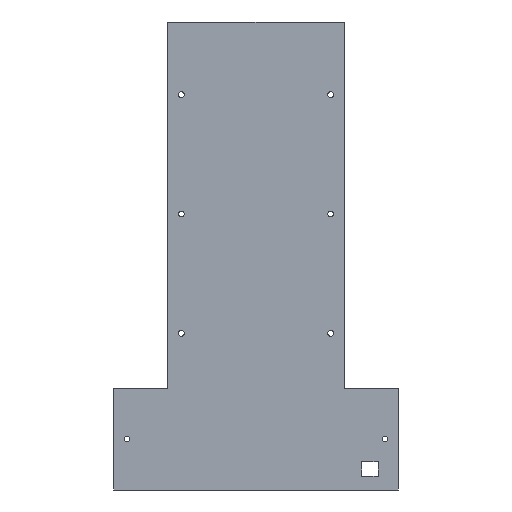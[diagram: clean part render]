
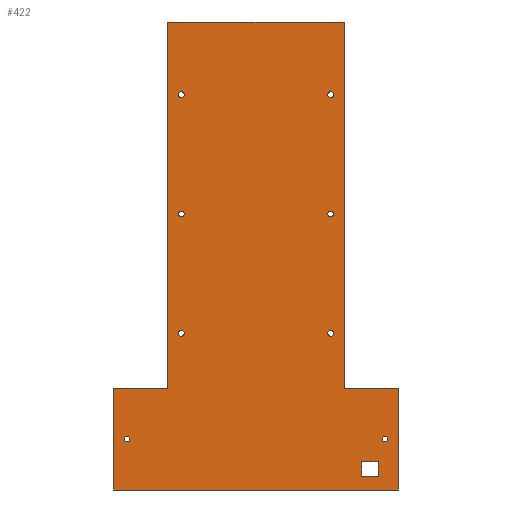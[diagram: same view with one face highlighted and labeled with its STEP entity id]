
A CAD part, front view. The second image highlights one B-rep face of the part: STEP entity #422.
In plain terms, the highlighted planar face has unit normal (0, -1, 0).
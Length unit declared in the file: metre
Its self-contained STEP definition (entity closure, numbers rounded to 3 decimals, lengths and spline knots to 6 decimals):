
#28=CIRCLE('',#458,0.0021);
#29=CIRCLE('',#459,0.0021);
#30=CIRCLE('',#460,0.0021);
#31=CIRCLE('',#461,0.0021);
#32=CIRCLE('',#462,0.0021);
#33=CIRCLE('',#463,0.0021);
#34=CIRCLE('',#464,0.0021);
#35=CIRCLE('',#465,0.0021);
#44=ORIENTED_EDGE('',*,*,#148,.T.);
#45=ORIENTED_EDGE('',*,*,#149,.T.);
#46=ORIENTED_EDGE('',*,*,#150,.T.);
#47=ORIENTED_EDGE('',*,*,#151,.T.);
#48=ORIENTED_EDGE('',*,*,#152,.T.);
#49=ORIENTED_EDGE('',*,*,#153,.T.);
#50=ORIENTED_EDGE('',*,*,#154,.T.);
#51=ORIENTED_EDGE('',*,*,#155,.T.);
#52=ORIENTED_EDGE('',*,*,#156,.T.);
#53=ORIENTED_EDGE('',*,*,#157,.T.);
#54=ORIENTED_EDGE('',*,*,#158,.T.);
#55=ORIENTED_EDGE('',*,*,#159,.T.);
#56=ORIENTED_EDGE('',*,*,#160,.F.);
#57=ORIENTED_EDGE('',*,*,#161,.T.);
#58=ORIENTED_EDGE('',*,*,#162,.T.);
#59=ORIENTED_EDGE('',*,*,#163,.F.);
#60=ORIENTED_EDGE('',*,*,#164,.F.);
#61=ORIENTED_EDGE('',*,*,#165,.F.);
#62=ORIENTED_EDGE('',*,*,#166,.F.);
#63=ORIENTED_EDGE('',*,*,#167,.F.);
#148=EDGE_CURVE('',#200,#201,#240,.T.);
#149=EDGE_CURVE('',#201,#202,#241,.T.);
#150=EDGE_CURVE('',#202,#203,#242,.T.);
#151=EDGE_CURVE('',#203,#200,#243,.T.);
#152=EDGE_CURVE('',#204,#204,#28,.T.);
#153=EDGE_CURVE('',#205,#205,#29,.T.);
#154=EDGE_CURVE('',#206,#206,#30,.T.);
#155=EDGE_CURVE('',#207,#207,#31,.T.);
#156=EDGE_CURVE('',#208,#208,#32,.T.);
#157=EDGE_CURVE('',#209,#209,#33,.T.);
#158=EDGE_CURVE('',#210,#210,#34,.T.);
#159=EDGE_CURVE('',#211,#211,#35,.T.);
#160=EDGE_CURVE('',#212,#213,#244,.T.);
#161=EDGE_CURVE('',#212,#214,#245,.T.);
#162=EDGE_CURVE('',#214,#215,#246,.T.);
#163=EDGE_CURVE('',#216,#215,#247,.T.);
#164=EDGE_CURVE('',#217,#216,#248,.T.);
#165=EDGE_CURVE('',#218,#217,#249,.T.);
#166=EDGE_CURVE('',#219,#218,#250,.T.);
#167=EDGE_CURVE('',#213,#219,#251,.T.);
#200=VERTEX_POINT('',#612);
#201=VERTEX_POINT('',#613);
#202=VERTEX_POINT('',#615);
#203=VERTEX_POINT('',#617);
#204=VERTEX_POINT('',#620);
#205=VERTEX_POINT('',#622);
#206=VERTEX_POINT('',#624);
#207=VERTEX_POINT('',#626);
#208=VERTEX_POINT('',#628);
#209=VERTEX_POINT('',#630);
#210=VERTEX_POINT('',#632);
#211=VERTEX_POINT('',#634);
#212=VERTEX_POINT('',#636);
#213=VERTEX_POINT('',#637);
#214=VERTEX_POINT('',#639);
#215=VERTEX_POINT('',#641);
#216=VERTEX_POINT('',#643);
#217=VERTEX_POINT('',#645);
#218=VERTEX_POINT('',#647);
#219=VERTEX_POINT('',#649);
#240=LINE('',#611,#276);
#241=LINE('',#614,#277);
#242=LINE('',#616,#278);
#243=LINE('',#618,#279);
#244=LINE('',#635,#280);
#245=LINE('',#638,#281);
#246=LINE('',#640,#282);
#247=LINE('',#642,#283);
#248=LINE('',#644,#284);
#249=LINE('',#646,#285);
#250=LINE('',#648,#286);
#251=LINE('',#650,#287);
#276=VECTOR('',#499,1.);
#277=VECTOR('',#500,1.);
#278=VECTOR('',#501,1.);
#279=VECTOR('',#502,1.);
#280=VECTOR('',#519,1.);
#281=VECTOR('',#520,1.);
#282=VECTOR('',#521,1.);
#283=VECTOR('',#522,1.);
#284=VECTOR('',#523,1.);
#285=VECTOR('',#524,1.);
#286=VECTOR('',#525,1.);
#287=VECTOR('',#526,1.);
#312=EDGE_LOOP('',(#44,#45,#46,#47));
#313=EDGE_LOOP('',(#48));
#314=EDGE_LOOP('',(#49));
#315=EDGE_LOOP('',(#50));
#316=EDGE_LOOP('',(#51));
#317=EDGE_LOOP('',(#52));
#318=EDGE_LOOP('',(#53));
#319=EDGE_LOOP('',(#54));
#320=EDGE_LOOP('',(#55));
#321=EDGE_LOOP('',(#56,#57,#58,#59,#60,#61,#62,#63));
#360=FACE_BOUND('',#312,.T.);
#361=FACE_BOUND('',#313,.T.);
#362=FACE_BOUND('',#314,.T.);
#363=FACE_BOUND('',#315,.T.);
#364=FACE_BOUND('',#316,.T.);
#365=FACE_BOUND('',#317,.T.);
#366=FACE_BOUND('',#318,.T.);
#367=FACE_BOUND('',#319,.T.);
#368=FACE_BOUND('',#320,.T.);
#369=FACE_BOUND('',#321,.T.);
#408=PLANE('',#457);
#422=ADVANCED_FACE('',(#360,#361,#362,#363,#364,#365,#366,#367,#368,#369),
#408,.F.);
#457=AXIS2_PLACEMENT_3D('',#610,#497,#498);
#458=AXIS2_PLACEMENT_3D('',#619,#503,#504);
#459=AXIS2_PLACEMENT_3D('',#621,#505,#506);
#460=AXIS2_PLACEMENT_3D('',#623,#507,#508);
#461=AXIS2_PLACEMENT_3D('',#625,#509,#510);
#462=AXIS2_PLACEMENT_3D('',#627,#511,#512);
#463=AXIS2_PLACEMENT_3D('',#629,#513,#514);
#464=AXIS2_PLACEMENT_3D('',#631,#515,#516);
#465=AXIS2_PLACEMENT_3D('',#633,#517,#518);
#497=DIRECTION('',(0.,1.,0.));
#498=DIRECTION('',(1.,0.,0.));
#499=DIRECTION('',(-1.,0.,0.));
#500=DIRECTION('',(0.,0.,1.));
#501=DIRECTION('',(1.,0.,0.));
#502=DIRECTION('',(0.,0.,-1.));
#503=DIRECTION('',(0.,1.,0.));
#504=DIRECTION('',(1.,0.,0.));
#505=DIRECTION('',(0.,1.,0.));
#506=DIRECTION('',(1.,0.,0.));
#507=DIRECTION('',(0.,1.,0.));
#508=DIRECTION('',(1.,0.,0.));
#509=DIRECTION('',(0.,1.,0.));
#510=DIRECTION('',(1.,0.,0.));
#511=DIRECTION('',(0.,1.,0.));
#512=DIRECTION('',(1.,0.,0.));
#513=DIRECTION('',(0.,1.,0.));
#514=DIRECTION('',(1.,0.,0.));
#515=DIRECTION('',(0.,1.,0.));
#516=DIRECTION('',(1.,0.,0.));
#517=DIRECTION('',(0.,1.,0.));
#518=DIRECTION('',(1.,0.,0.));
#519=DIRECTION('',(0.,0.,1.));
#520=DIRECTION('',(1.,0.,0.));
#521=DIRECTION('',(0.,0.,1.));
#522=DIRECTION('',(1.,0.,0.));
#523=DIRECTION('',(0.,0.,-1.));
#524=DIRECTION('',(1.,0.,0.));
#525=DIRECTION('',(0.,0.,1.));
#526=DIRECTION('',(1.,0.,0.));
#610=CARTESIAN_POINT('',(0.105,0.,0.1725));
#611=CARTESIAN_POINT('',(0.143975,0.,0.01));
#612=CARTESIAN_POINT('',(0.195,0.,0.01));
#613=CARTESIAN_POINT('',(0.18295,0.,0.01));
#614=CARTESIAN_POINT('',(0.18295,0.,0.09675));
#615=CARTESIAN_POINT('',(0.18295,0.,0.021));
#616=CARTESIAN_POINT('',(0.15,0.,0.021));
#617=CARTESIAN_POINT('',(0.195,0.,0.021));
#618=CARTESIAN_POINT('',(0.195,0.,0.1725));
#619=CARTESIAN_POINT('',(0.16,0.,0.291475));
#620=CARTESIAN_POINT('',(0.1621,0.,0.291475));
#621=CARTESIAN_POINT('',(0.01,0.,0.0375));
#622=CARTESIAN_POINT('',(0.0121,0.,0.0375));
#623=CARTESIAN_POINT('',(0.05,0.,0.115475));
#624=CARTESIAN_POINT('',(0.0521,0.,0.115475));
#625=CARTESIAN_POINT('',(0.16,0.,0.203475));
#626=CARTESIAN_POINT('',(0.1621,0.,0.203475));
#627=CARTESIAN_POINT('',(0.05,0.,0.291475));
#628=CARTESIAN_POINT('',(0.0521,0.,0.291475));
#629=CARTESIAN_POINT('',(0.2,0.,0.0375));
#630=CARTESIAN_POINT('',(0.2021,0.,0.0375));
#631=CARTESIAN_POINT('',(0.16,0.,0.115475));
#632=CARTESIAN_POINT('',(0.1621,0.,0.115475));
#633=CARTESIAN_POINT('',(0.05,0.,0.203475));
#634=CARTESIAN_POINT('',(0.0521,0.,0.203475));
#635=CARTESIAN_POINT('',(0.,0.,0.));
#636=CARTESIAN_POINT('',(0.,0.,0.));
#637=CARTESIAN_POINT('',(0.,0.,0.075));
#638=CARTESIAN_POINT('',(0.,0.,0.));
#639=CARTESIAN_POINT('',(0.21,0.,0.));
#640=CARTESIAN_POINT('',(0.21,0.,0.));
#641=CARTESIAN_POINT('',(0.21,0.,0.075));
#642=CARTESIAN_POINT('',(0.,0.,0.075));
#643=CARTESIAN_POINT('',(0.17,0.,0.075));
#644=CARTESIAN_POINT('',(0.17,0.,0.345));
#645=CARTESIAN_POINT('',(0.17,0.,0.345));
#646=CARTESIAN_POINT('',(0.04,0.,0.345));
#647=CARTESIAN_POINT('',(0.04,0.,0.345));
#648=CARTESIAN_POINT('',(0.04,0.,0.075));
#649=CARTESIAN_POINT('',(0.04,0.,0.075));
#650=CARTESIAN_POINT('',(0.,0.,0.075));
